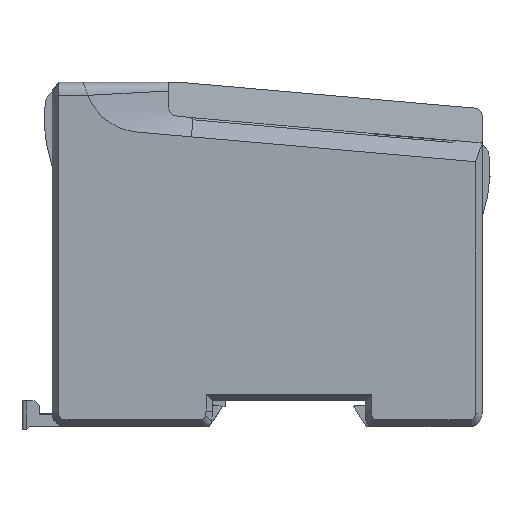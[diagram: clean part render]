
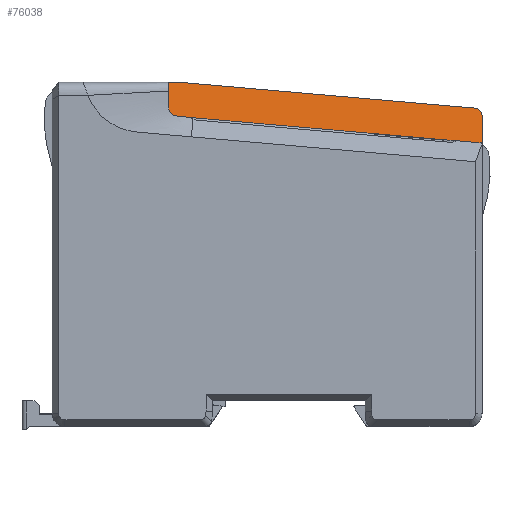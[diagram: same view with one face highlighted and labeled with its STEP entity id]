
A CAD part, top view. The second image highlights one B-rep face of the part: STEP entity #76038.
In plain terms, the highlighted planar face has unit normal (0.015, 0.173, 0.985).
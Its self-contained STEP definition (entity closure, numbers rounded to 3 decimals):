
#2069 = VERTEX_POINT ( 'NONE', #52574 ) ;
#2235 =( BOUNDED_CURVE ( )  B_SPLINE_CURVE ( 3, ( #48028, #5841, #34713, #42766 ),
 .UNSPECIFIED., .F., .T. ) 
 B_SPLINE_CURVE_WITH_KNOTS ( ( 4, 4 ),
 ( 4.8, 6.283 ),
 .UNSPECIFIED. ) 
 CURVE ( )  GEOMETRIC_REPRESENTATION_ITEM ( )  RATIONAL_B_SPLINE_CURVE ( ( 1., 0.825, 0.825, 1. ) ) 
 REPRESENTATION_ITEM ( '' )  );
#2519 = ORIENTED_EDGE ( 'NONE', *, *, #15839, .T. ) ;
#2527 = DIRECTION ( 'NONE',  ( -0.996, 0.087, 0. ) ) ;
#3212 = PLANE ( 'NONE',  #22410 ) ;
#3367 = DIRECTION ( 'NONE',  ( 0., -0.985, 0.173 ) ) ;
#5841 = CARTESIAN_POINT ( 'NONE',  ( 44.9, 67.753, 76.221 ) ) ;
#6955 = VERTEX_POINT ( 'NONE', #15412 ) ;
#7627 = CARTESIAN_POINT ( 'NONE',  ( -28.105, 73.088, 76.406 ) ) ;
#7989 = VECTOR ( 'NONE', #81231, 1000. ) ;
#10818 = DIRECTION ( 'NONE',  ( 0.996, -0.087, 0. ) ) ;
#12636 = VECTOR ( 'NONE', #53735, 1000. ) ;
#13658 = EDGE_CURVE ( 'NONE', #90206, #2069, #2235, .T. ) ;
#15137 = CARTESIAN_POINT ( 'NONE',  ( 0., 74.5, 75.726 ) ) ;
#15224 = CARTESIAN_POINT ( 'NONE',  ( -25.818, 66.625, 77.506 ) ) ;
#15412 = CARTESIAN_POINT ( 'NONE',  ( 19.89, 62.626, 77.506 ) ) ;
#15839 = EDGE_CURVE ( 'NONE', #6955, #54556, #93821, .T. ) ;
#16249 = LINE ( 'NONE', #38014, #34041 ) ;
#17114 = LINE ( 'NONE', #90156, #89369 ) ;
#18236 = CARTESIAN_POINT ( 'NONE',  ( -27.871, 67.534, 77.378 ) ) ;
#19201 = CARTESIAN_POINT ( 'NONE',  ( 0., 64.367, 77.506 ) ) ;
#19556 = VECTOR ( 'NONE', #65005, 1000. ) ;
#21001 = CARTESIAN_POINT ( 'NONE',  ( -28.066, 68.704, 77.176 ) ) ;
#21777 = LINE ( 'NONE', #15137, #77923 ) ;
#22410 = AXIS2_PLACEMENT_3D ( 'NONE', #89983, #61041, #39204 ) ;
#22446 = LINE ( 'NONE', #29060, #7989 ) ;
#23497 = CARTESIAN_POINT ( 'NONE',  ( 0., 64.367, 77.506 ) ) ;
#24890 = EDGE_CURVE ( 'NONE', #53759, #74193, #31888, .T. ) ;
#27447 = VERTEX_POINT ( 'NONE', #21001 ) ;
#27954 = VERTEX_POINT ( 'NONE', #59134 ) ;
#28828 = DIRECTION ( 'NONE',  ( 0.996, -0.087, 0. ) ) ;
#29060 = CARTESIAN_POINT ( 'NONE',  ( 44.9, 0., 88.123 ) ) ;
#30981 = CARTESIAN_POINT ( 'NONE',  ( -28.1, 72.511, 76.508 ) ) ;
#31631 = FACE_OUTER_BOUND ( 'NONE', #70020, .T. ) ;
#31888 = LINE ( 'NONE', #60844, #12636 ) ;
#32155 = EDGE_CURVE ( 'NONE', #90206, #74193, #22446, .T. ) ;
#33152 = ORIENTED_EDGE ( 'NONE', *, *, #24890, .T. ) ;
#33384 = CARTESIAN_POINT ( 'NONE',  ( -28.066, 68.704, 77.176 ) ) ;
#33638 = VERTEX_POINT ( 'NONE', #85942 ) ;
#33879 = ORIENTED_EDGE ( 'NONE', *, *, #69651, .T. ) ;
#34041 = VECTOR ( 'NONE', #2527, 1000. ) ;
#34713 = CARTESIAN_POINT ( 'NONE',  ( 44.236, 68.478, 76.104 ) ) ;
#35419 = VECTOR ( 'NONE', #77077, 1000. ) ;
#38014 = CARTESIAN_POINT ( 'NONE',  ( 0., 64.367, 77.506 ) ) ;
#39204 = DIRECTION ( 'NONE',  ( 0.996, -0.087, 0. ) ) ;
#40401 = ORIENTED_EDGE ( 'NONE', *, *, #45205, .T. ) ;
#40745 = ORIENTED_EDGE ( 'NONE', *, *, #72199, .F. ) ;
#42766 = CARTESIAN_POINT ( 'NONE',  ( 43.257, 68.563, 76.104 ) ) ;
#43594 = DIRECTION ( 'NONE',  ( 1., 0., -0.015 ) ) ;
#44349 = CARTESIAN_POINT ( 'NONE',  ( 0., 64.367, 77.506 ) ) ;
#45044 = LINE ( 'NONE', #7627, #19556 ) ;
#45205 = EDGE_CURVE ( 'NONE', #27447, #93502, #84716, .T. ) ;
#45569 = ORIENTED_EDGE ( 'NONE', *, *, #80102, .T. ) ;
#47466 = ORIENTED_EDGE ( 'NONE', *, *, #57102, .T. ) ;
#48028 = CARTESIAN_POINT ( 'NONE',  ( 44.9, 66.77, 76.394 ) ) ;
#48966 = CARTESIAN_POINT ( 'NONE',  ( 44.9, 66.77, 76.394 ) ) ;
#52574 = CARTESIAN_POINT ( 'NONE',  ( 43.257, 68.563, 76.104 ) ) ;
#53735 = DIRECTION ( 'NONE',  ( 0.996, -0.087, 0. ) ) ;
#53759 = VERTEX_POINT ( 'NONE', #92656 ) ;
#53810 = CARTESIAN_POINT ( 'NONE',  ( -25.818, 66.625, 77.506 ) ) ;
#54093 = ORIENTED_EDGE ( 'NONE', *, *, #65620, .T. ) ;
#54556 = VERTEX_POINT ( 'NONE', #78603 ) ;
#57102 = EDGE_CURVE ( 'NONE', #33638, #58235, #17114, .T. ) ;
#57400 = ORIENTED_EDGE ( 'NONE', *, *, #13658, .T. ) ;
#58235 = VERTEX_POINT ( 'NONE', #30981 ) ;
#59134 = CARTESIAN_POINT ( 'NONE',  ( -24.6, 74.5, 76.104 ) ) ;
#59793 = VECTOR ( 'NONE', #10818, 1000. ) ;
#60844 = CARTESIAN_POINT ( 'NONE',  ( 0., 64.367, 77.506 ) ) ;
#61041 = DIRECTION ( 'NONE',  ( 0.015, 0.173, 0.985 ) ) ;
#61407 = CARTESIAN_POINT ( 'NONE',  ( -27., 66.729, 77.506 ) ) ;
#62565 = VECTOR ( 'NONE', #83230, 1000. ) ;
#65005 = DIRECTION ( 'NONE',  ( 0.009, -0.985, 0.173 ) ) ;
#65620 = EDGE_CURVE ( 'NONE', #90123, #6955, #84193, .T. ) ;
#66016 = EDGE_CURVE ( 'NONE', #33638, #27954, #21777, .T. ) ;
#69651 = EDGE_CURVE ( 'NONE', #93502, #90123, #87535, .T. ) ;
#70020 = EDGE_LOOP ( 'NONE', ( #47466, #45569, #40401, #33879, #54093, #2519, #40745, #33152, #74874, #57400, #93060, #71366 ) ) ;
#71366 = ORIENTED_EDGE ( 'NONE', *, *, #66016, .F. ) ;
#71419 = EDGE_CURVE ( 'NONE', #27954, #2069, #83837, .T. ) ;
#72199 = EDGE_CURVE ( 'NONE', #53759, #54556, #16249, .T. ) ;
#74193 = VERTEX_POINT ( 'NONE', #92315 ) ;
#74874 = ORIENTED_EDGE ( 'NONE', *, *, #32155, .F. ) ;
#76038 = ADVANCED_FACE ( 'NONE', ( #31631 ), #3212, .T. ) ;
#77077 = DIRECTION ( 'NONE',  ( 0.996, -0.087, 0. ) ) ;
#77923 = VECTOR ( 'NONE', #43594, 1000. ) ;
#78404 = CARTESIAN_POINT ( 'NONE',  ( -22.971, 66.376, 77.506 ) ) ;
#78603 = CARTESIAN_POINT ( 'NONE',  ( 35.964, 61.212, 77.506 ) ) ;
#80102 = EDGE_CURVE ( 'NONE', #58235, #27447, #45044, .T. ) ;
#81231 = DIRECTION ( 'NONE',  ( 0., -0.985, 0.173 ) ) ;
#83230 = DIRECTION ( 'NONE',  ( 0.996, -0.087, 0. ) ) ;
#83837 = LINE ( 'NONE', #90479, #59793 ) ;
#84193 = LINE ( 'NONE', #19201, #35419 ) ;
#84716 =( BOUNDED_CURVE ( )  B_SPLINE_CURVE ( 3, ( #33384, #18236, #61407, #53810 ),
 .UNSPECIFIED., .F., .T. ) 
 B_SPLINE_CURVE_WITH_KNOTS ( ( 4, 4 ),
 ( 1.823, 3.142 ),
 .UNSPECIFIED. ) 
 CURVE ( )  GEOMETRIC_REPRESENTATION_ITEM ( )  RATIONAL_B_SPLINE_CURVE ( ( 1., 0.86, 0.86, 1. ) ) 
 REPRESENTATION_ITEM ( '' )  );
#85942 = CARTESIAN_POINT ( 'NONE',  ( -28.1, 74.5, 76.158 ) ) ;
#87535 = LINE ( 'NONE', #44349, #62565 ) ;
#89369 = VECTOR ( 'NONE', #3367, 1000. ) ;
#89983 = CARTESIAN_POINT ( 'NONE',  ( 25.925, 69.94, 76.129 ) ) ;
#90123 = VERTEX_POINT ( 'NONE', #78404 ) ;
#90156 = CARTESIAN_POINT ( 'NONE',  ( -28.1, 0., 89.244 ) ) ;
#90206 = VERTEX_POINT ( 'NONE', #48966 ) ;
#90479 = CARTESIAN_POINT ( 'NONE',  ( 0., 72.348, 76.104 ) ) ;
#92315 = CARTESIAN_POINT ( 'NONE',  ( 44.9, 60.438, 77.506 ) ) ;
#92656 = CARTESIAN_POINT ( 'NONE',  ( 38.892, 60.964, 77.506 ) ) ;
#92947 = VECTOR ( 'NONE', #28828, 1000. ) ;
#93060 = ORIENTED_EDGE ( 'NONE', *, *, #71419, .F. ) ;
#93502 = VERTEX_POINT ( 'NONE', #15224 ) ;
#93821 = LINE ( 'NONE', #23497, #92947 ) ;
